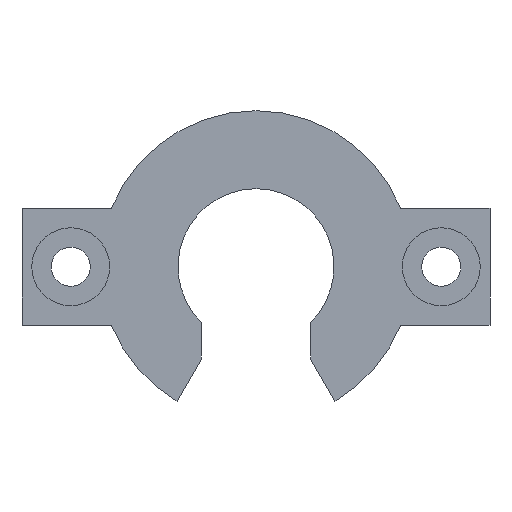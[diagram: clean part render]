
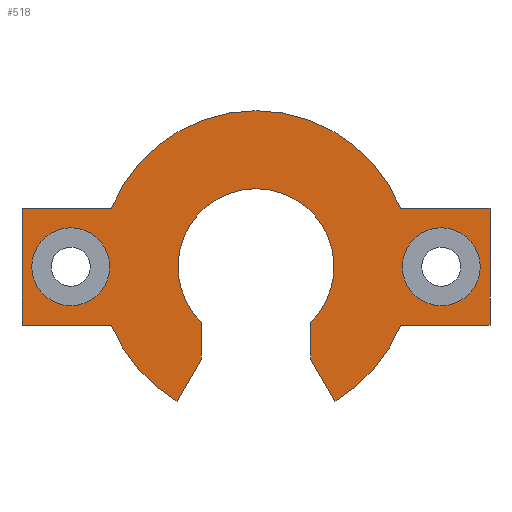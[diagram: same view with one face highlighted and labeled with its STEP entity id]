
A CAD part, front view. The second image highlights one B-rep face of the part: STEP entity #518.
In plain terms, the highlighted planar face has unit normal (0, -1, 0).
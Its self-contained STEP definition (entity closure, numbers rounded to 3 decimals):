
#1 = CARTESIAN_POINT ( 'NONE',  ( 9.5, 0., 0. ) ) ;
#7 = CARTESIAN_POINT ( 'NONE',  ( -7.416, 0., 3. ) ) ;
#18 = VECTOR ( 'NONE', #681, 1000. ) ;
#28 = CIRCLE ( 'NONE', #508, 8. ) ;
#31 = EDGE_CURVE ( 'NONE', #392, #387, #266, .T. ) ;
#39 = ORIENTED_EDGE ( 'NONE', *, *, #388, .F. ) ;
#40 = CIRCLE ( 'NONE', #170, 2. ) ;
#41 = AXIS2_PLACEMENT_3D ( 'NONE', #373, #750, #814 ) ;
#42 = LINE ( 'NONE', #414, #326 ) ;
#43 = EDGE_CURVE ( 'NONE', #116, #203, #782, .T. ) ;
#47 = DIRECTION ( 'NONE',  ( 0., -1., 0. ) ) ;
#50 = VERTEX_POINT ( 'NONE', #349 ) ;
#55 = CARTESIAN_POINT ( 'NONE',  ( -12., 0., 3. ) ) ;
#58 = ORIENTED_EDGE ( 'NONE', *, *, #815, .F. ) ;
#62 = DIRECTION ( 'NONE',  ( 0., 1., 0. ) ) ;
#78 = EDGE_CURVE ( 'NONE', #412, #203, #674, .T. ) ;
#81 = CARTESIAN_POINT ( 'NONE',  ( 12., 0., 3. ) ) ;
#84 = VECTOR ( 'NONE', #231, 1000. ) ;
#86 = LINE ( 'NONE', #777, #157 ) ;
#87 = DIRECTION ( 'NONE',  ( 0.5, 0., -0.866 ) ) ;
#88 = ORIENTED_EDGE ( 'NONE', *, *, #798, .T. ) ;
#94 = CARTESIAN_POINT ( 'NONE',  ( -9.5, 0., 2. ) ) ;
#98 = EDGE_CURVE ( 'NONE', #288, #113, #40, .T. ) ;
#103 = FACE_OUTER_BOUND ( 'NONE', #449, .T. ) ;
#104 = CARTESIAN_POINT ( 'NONE',  ( 9.5, 0., 2. ) ) ;
#106 = CARTESIAN_POINT ( 'NONE',  ( 2.8, 0., -4.734 ) ) ;
#113 = VERTEX_POINT ( 'NONE', #104 ) ;
#116 = VERTEX_POINT ( 'NONE', #742 ) ;
#124 = VECTOR ( 'NONE', #87, 1000. ) ;
#141 = VERTEX_POINT ( 'NONE', #491 ) ;
#142 = ORIENTED_EDGE ( 'NONE', *, *, #645, .T. ) ;
#153 = DIRECTION ( 'NONE',  ( 0., 1., 0. ) ) ;
#157 = VECTOR ( 'NONE', #336, 1000. ) ;
#163 = DIRECTION ( 'NONE',  ( 0., 0., 1. ) ) ;
#164 = CARTESIAN_POINT ( 'NONE',  ( 12., 0., -3. ) ) ;
#170 = AXIS2_PLACEMENT_3D ( 'NONE', #369, #684, #619 ) ;
#181 = EDGE_CURVE ( 'NONE', #224, #50, #816, .T. ) ;
#193 = ORIENTED_EDGE ( 'NONE', *, *, #695, .T. ) ;
#203 = VERTEX_POINT ( 'NONE', #223 ) ;
#206 = DIRECTION ( 'NONE',  ( 0., 0., -1. ) ) ;
#209 = EDGE_CURVE ( 'NONE', #50, #432, #42, .T. ) ;
#214 = EDGE_CURVE ( 'NONE', #387, #604, #499, .T. ) ;
#216 = AXIS2_PLACEMENT_3D ( 'NONE', #1, #523, #335 ) ;
#218 = CARTESIAN_POINT ( 'NONE',  ( 0., 0., 0. ) ) ;
#220 = CARTESIAN_POINT ( 'NONE',  ( 12., 0., -3. ) ) ;
#221 = VERTEX_POINT ( 'NONE', #164 ) ;
#223 = CARTESIAN_POINT ( 'NONE',  ( 4.05, 0., -6.899 ) ) ;
#224 = VERTEX_POINT ( 'NONE', #428 ) ;
#225 = FACE_BOUND ( 'NONE', #459, .T. ) ;
#231 = DIRECTION ( 'NONE',  ( 0.5, 0., 0.866 ) ) ;
#232 = CIRCLE ( 'NONE', #639, 8. ) ;
#235 = ORIENTED_EDGE ( 'NONE', *, *, #629, .T. ) ;
#237 = DIRECTION ( 'NONE',  ( 0., 0., -1. ) ) ;
#244 = ORIENTED_EDGE ( 'NONE', *, *, #411, .T. ) ;
#247 = CARTESIAN_POINT ( 'NONE',  ( -9.5, 0., 0. ) ) ;
#248 = DIRECTION ( 'NONE',  ( 0., 0., 1. ) ) ;
#251 = VERTEX_POINT ( 'NONE', #611 ) ;
#262 = ORIENTED_EDGE ( 'NONE', *, *, #620, .F. ) ;
#266 = LINE ( 'NONE', #409, #561 ) ;
#271 = EDGE_CURVE ( 'NONE', #527, #141, #786, .T. ) ;
#288 = VERTEX_POINT ( 'NONE', #692 ) ;
#294 = CARTESIAN_POINT ( 'NONE',  ( -7.416, 0., -3. ) ) ;
#299 = CARTESIAN_POINT ( 'NONE',  ( -12., 0., -3. ) ) ;
#304 = CARTESIAN_POINT ( 'NONE',  ( -12., 0., 3. ) ) ;
#310 = DIRECTION ( 'NONE',  ( 0., 0., -1. ) ) ;
#315 = DIRECTION ( 'NONE',  ( -1., 0., 0. ) ) ;
#323 = DIRECTION ( 'NONE',  ( 0., 0., 1. ) ) ;
#326 = VECTOR ( 'NONE', #738, 1000. ) ;
#328 = AXIS2_PLACEMENT_3D ( 'NONE', #247, #47, #310 ) ;
#335 = DIRECTION ( 'NONE',  ( 0., 0., 1. ) ) ;
#336 = DIRECTION ( 'NONE',  ( 1., 0., 0. ) ) ;
#340 = ORIENTED_EDGE ( 'NONE', *, *, #460, .T. ) ;
#349 = CARTESIAN_POINT ( 'NONE',  ( -2.8, 0., -4.734 ) ) ;
#351 = LINE ( 'NONE', #220, #18 ) ;
#357 = DIRECTION ( 'NONE',  ( 0., 0., 1. ) ) ;
#358 = CARTESIAN_POINT ( 'NONE',  ( 7.416, 0., 3. ) ) ;
#361 = CIRCLE ( 'NONE', #41, 4. ) ;
#363 = CARTESIAN_POINT ( 'NONE',  ( -4.05, 0., -6.899 ) ) ;
#364 = FACE_BOUND ( 'NONE', #644, .T. ) ;
#369 = CARTESIAN_POINT ( 'NONE',  ( 9.5, 0., 0. ) ) ;
#372 = CIRCLE ( 'NONE', #216, 2. ) ;
#373 = CARTESIAN_POINT ( 'NONE',  ( 0., 0., 0. ) ) ;
#381 = CARTESIAN_POINT ( 'NONE',  ( -9.5, 0., 0. ) ) ;
#387 = VERTEX_POINT ( 'NONE', #391 ) ;
#388 = EDGE_CURVE ( 'NONE', #224, #604, #28, .T. ) ;
#391 = CARTESIAN_POINT ( 'NONE',  ( -12., 0., -3. ) ) ;
#392 = VERTEX_POINT ( 'NONE', #304 ) ;
#397 = DIRECTION ( 'NONE',  ( -1., 0., 0. ) ) ;
#409 = CARTESIAN_POINT ( 'NONE',  ( -12., 0., -3. ) ) ;
#411 = EDGE_CURVE ( 'NONE', #412, #221, #86, .T. ) ;
#412 = VERTEX_POINT ( 'NONE', #657 ) ;
#414 = CARTESIAN_POINT ( 'NONE',  ( -2.8, 0., -4.734 ) ) ;
#416 = DIRECTION ( 'NONE',  ( 0., 1., 0. ) ) ;
#423 = VECTOR ( 'NONE', #315, 1000. ) ;
#428 = CARTESIAN_POINT ( 'NONE',  ( -4.05, 0., -6.899 ) ) ;
#432 = VERTEX_POINT ( 'NONE', #794 ) ;
#448 = ORIENTED_EDGE ( 'NONE', *, *, #98, .F. ) ;
#449 = EDGE_LOOP ( 'NONE', ( #235, #729, #678, #244, #88, #340, #58, #193, #576, #574, #39, #775, #512, #142 ) ) ;
#452 = VECTOR ( 'NONE', #698, 1000. ) ;
#459 = EDGE_LOOP ( 'NONE', ( #262, #584 ) ) ;
#460 = EDGE_CURVE ( 'NONE', #251, #800, #466, .T. ) ;
#466 = LINE ( 'NONE', #81, #832 ) ;
#474 = CARTESIAN_POINT ( 'NONE',  ( 4.05, 0., -6.899 ) ) ;
#491 = CARTESIAN_POINT ( 'NONE',  ( -9.5, 0., -2. ) ) ;
#497 = DIRECTION ( 'NONE',  ( 0., 1., 0. ) ) ;
#499 = LINE ( 'NONE', #299, #784 ) ;
#508 = AXIS2_PLACEMENT_3D ( 'NONE', #643, #62, #323 ) ;
#512 = ORIENTED_EDGE ( 'NONE', *, *, #209, .T. ) ;
#518 = ADVANCED_FACE ( 'NONE', ( #225, #364, #103 ), #679, .F. ) ;
#523 = DIRECTION ( 'NONE',  ( 0., -1., 0. ) ) ;
#527 = VERTEX_POINT ( 'NONE', #94 ) ;
#554 = CARTESIAN_POINT ( 'NONE',  ( 0., 0., 0. ) ) ;
#561 = VECTOR ( 'NONE', #206, 1000. ) ;
#570 = AXIS2_PLACEMENT_3D ( 'NONE', #381, #699, #237 ) ;
#574 = ORIENTED_EDGE ( 'NONE', *, *, #214, .T. ) ;
#576 = ORIENTED_EDGE ( 'NONE', *, *, #31, .T. ) ;
#584 = ORIENTED_EDGE ( 'NONE', *, *, #271, .F. ) ;
#604 = VERTEX_POINT ( 'NONE', #294 ) ;
#611 = CARTESIAN_POINT ( 'NONE',  ( 12., 0., 3. ) ) ;
#619 = DIRECTION ( 'NONE',  ( 0., 0., 1. ) ) ;
#620 = EDGE_CURVE ( 'NONE', #141, #527, #755, .T. ) ;
#629 = EDGE_CURVE ( 'NONE', #746, #116, #761, .T. ) ;
#637 = LINE ( 'NONE', #55, #423 ) ;
#639 = AXIS2_PLACEMENT_3D ( 'NONE', #218, #497, #248 ) ;
#643 = CARTESIAN_POINT ( 'NONE',  ( 0., 0., 0. ) ) ;
#644 = EDGE_LOOP ( 'NONE', ( #448, #830 ) ) ;
#645 = EDGE_CURVE ( 'NONE', #432, #746, #361, .T. ) ;
#657 = CARTESIAN_POINT ( 'NONE',  ( 7.416, 0., -3. ) ) ;
#674 = CIRCLE ( 'NONE', #820, 8. ) ;
#678 = ORIENTED_EDGE ( 'NONE', *, *, #78, .F. ) ;
#679 = PLANE ( 'NONE',  #788 ) ;
#681 = DIRECTION ( 'NONE',  ( 0., 0., 1. ) ) ;
#684 = DIRECTION ( 'NONE',  ( 0., -1., 0. ) ) ;
#692 = CARTESIAN_POINT ( 'NONE',  ( 9.5, 0., -2. ) ) ;
#695 = EDGE_CURVE ( 'NONE', #757, #392, #637, .T. ) ;
#698 = DIRECTION ( 'NONE',  ( 0., 0., -1. ) ) ;
#699 = DIRECTION ( 'NONE',  ( 0., -1., 0. ) ) ;
#721 = CARTESIAN_POINT ( 'NONE',  ( 2.8, 0., -2.857 ) ) ;
#722 = EDGE_CURVE ( 'NONE', #113, #288, #372, .T. ) ;
#729 = ORIENTED_EDGE ( 'NONE', *, *, #43, .T. ) ;
#738 = DIRECTION ( 'NONE',  ( 0., 0., 1. ) ) ;
#742 = CARTESIAN_POINT ( 'NONE',  ( 2.8, 0., -4.734 ) ) ;
#746 = VERTEX_POINT ( 'NONE', #721 ) ;
#750 = DIRECTION ( 'NONE',  ( 0., 1., 0. ) ) ;
#755 = CIRCLE ( 'NONE', #328, 2. ) ;
#757 = VERTEX_POINT ( 'NONE', #7 ) ;
#761 = LINE ( 'NONE', #106, #452 ) ;
#775 = ORIENTED_EDGE ( 'NONE', *, *, #181, .T. ) ;
#777 = CARTESIAN_POINT ( 'NONE',  ( 12., 0., -3. ) ) ;
#782 = LINE ( 'NONE', #474, #124 ) ;
#784 = VECTOR ( 'NONE', #804, 1000. ) ;
#786 = CIRCLE ( 'NONE', #570, 2. ) ;
#788 = AXIS2_PLACEMENT_3D ( 'NONE', #554, #416, #163 ) ;
#794 = CARTESIAN_POINT ( 'NONE',  ( -2.8, 0., -2.857 ) ) ;
#798 = EDGE_CURVE ( 'NONE', #221, #251, #351, .T. ) ;
#800 = VERTEX_POINT ( 'NONE', #358 ) ;
#804 = DIRECTION ( 'NONE',  ( 1., 0., 0. ) ) ;
#805 = CARTESIAN_POINT ( 'NONE',  ( 0., 0., 0. ) ) ;
#814 = DIRECTION ( 'NONE',  ( 0., 0., 1. ) ) ;
#815 = EDGE_CURVE ( 'NONE', #757, #800, #232, .T. ) ;
#816 = LINE ( 'NONE', #363, #84 ) ;
#820 = AXIS2_PLACEMENT_3D ( 'NONE', #805, #153, #357 ) ;
#830 = ORIENTED_EDGE ( 'NONE', *, *, #722, .F. ) ;
#832 = VECTOR ( 'NONE', #397, 1000. ) ;
